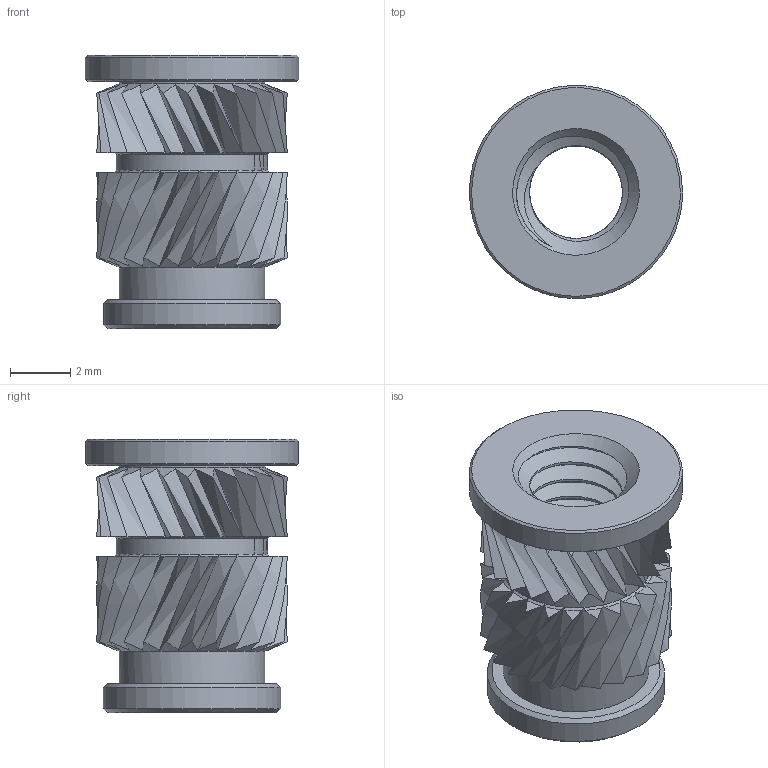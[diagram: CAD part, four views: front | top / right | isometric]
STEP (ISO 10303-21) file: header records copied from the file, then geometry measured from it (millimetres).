
FILE_DESCRIPTION(/* description */ (''),/* implementation_level */ '2;1');
FILE_NAME(/* name */ 'flanged insert M4 D7.1 H9.11',/* time_stamp */ '2022-07-06T12:47:37+02:00',/* author */ (''),/* organization */ (''),/* preprocessor_version */ 'ST-DEVELOPER v16.5',/* originating_system */ '',/* authorisation */ '');
FILE_SCHEMA (('AUTOMOTIVE_DESIGN'));
Length unit declared in the file: millimetre
Products named in the file (1): Document
Bounding box: 7.1 x 7.09 x 9.11 mm (x, y, z)
Surface area: 531.2 mm2 (no closed solid volume)
Topology: 0 solids, 1 shells, 243 faces, 708 edges, 421 vertices
Faces by surface type: bspline 191, plane 52
Entity records: 15402 total; most frequent: CARTESIAN_POINT 11456, ORIENTED_EDGE 1318, EDGE_CURVE 707, B_SPLINE_CURVE_WITH_KNOTS 480, VERTEX_POINT 421, EDGE_LOOP 246, ADVANCED_FACE 242, FACE_OUTER_BOUND 242
